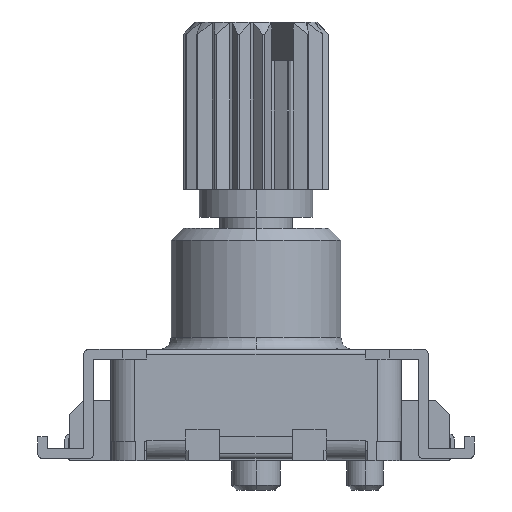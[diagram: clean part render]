
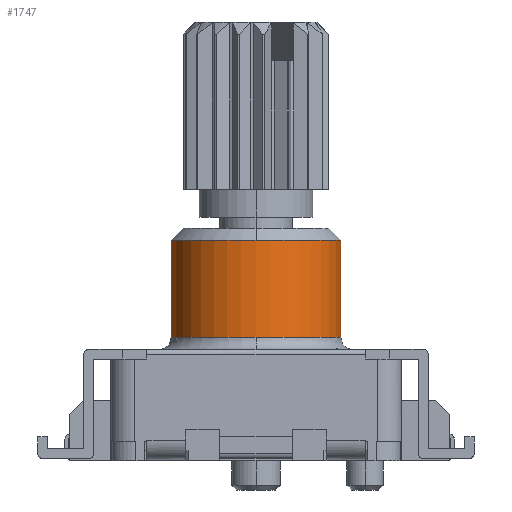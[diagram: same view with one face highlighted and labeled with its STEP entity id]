
A CAD part, left-side view. The second image highlights one B-rep face of the part: STEP entity #1747.
In plain terms, the highlighted cylindrical face has radius 3.5 mm (diameter 7 mm), a partial arc.
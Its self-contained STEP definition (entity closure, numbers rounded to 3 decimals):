
#1573 = CARTESIAN_POINT ( 'NONE',  ( 1.783, -3.822, 5.4 ) ) ;
#1747 = ADVANCED_FACE ( 'NONE', ( #20728 ), #5929, .F. ) ;
#2114 = AXIS2_PLACEMENT_3D ( 'NONE', #26036, #14215, #38071 ) ;
#4155 = DIRECTION ( 'NONE',  ( 0., 0., -1. ) ) ;
#4347 = DIRECTION ( 'NONE',  ( -1., 0., 0. ) ) ;
#4733 = VECTOR ( 'NONE', #16609, 1000. ) ;
#5929 = CYLINDRICAL_SURFACE ( 'NONE', #2114, 3.5 ) ;
#6199 = EDGE_CURVE ( 'NONE', #12118, #10908, #38152, .T. ) ;
#6661 = EDGE_CURVE ( 'NONE', #10908, #18343, #34522, .T. ) ;
#7350 = DIRECTION ( 'NONE',  ( 0., 0., 1. ) ) ;
#7543 = CARTESIAN_POINT ( 'NONE',  ( 1.783, -0.322, 4.9 ) ) ;
#7784 = ORIENTED_EDGE ( 'NONE', *, *, #22293, .T. ) ;
#7818 = CIRCLE ( 'NONE', #27934, 3.5 ) ;
#7984 = EDGE_CURVE ( 'NONE', #9417, #18343, #7818, .T. ) ;
#9417 = VERTEX_POINT ( 'NONE', #28397 ) ;
#9546 = CARTESIAN_POINT ( 'NONE',  ( -1.717, -3.822, 5.4 ) ) ;
#10908 = VERTEX_POINT ( 'NONE', #16131 ) ;
#11574 = CARTESIAN_POINT ( 'NONE',  ( 1.783, -3.822, 5.4 ) ) ;
#11939 = CIRCLE ( 'NONE', #16281, 3.5 ) ;
#11946 = ORIENTED_EDGE ( 'NONE', *, *, #29169, .F. ) ;
#12118 = VERTEX_POINT ( 'NONE', #9546 ) ;
#12562 = ORIENTED_EDGE ( 'NONE', *, *, #6661, .T. ) ;
#13073 = CARTESIAN_POINT ( 'NONE',  ( 1.783, -3.822, 9.4 ) ) ;
#13294 = CARTESIAN_POINT ( 'NONE',  ( 1.783, -7.322, 4.9 ) ) ;
#14215 = DIRECTION ( 'NONE',  ( 0., 0., 1. ) ) ;
#14506 = DIRECTION ( 'NONE',  ( -1., 0., 0. ) ) ;
#15005 = CARTESIAN_POINT ( 'NONE',  ( 1.783, -3.822, 9.4 ) ) ;
#15757 = ORIENTED_EDGE ( 'NONE', *, *, #26990, .F. ) ;
#16131 = CARTESIAN_POINT ( 'NONE',  ( 1.783, -0.322, 5.4 ) ) ;
#16281 = AXIS2_PLACEMENT_3D ( 'NONE', #13073, #4155, #27417 ) ;
#16609 = DIRECTION ( 'NONE',  ( 0., 0., 1. ) ) ;
#17403 = VECTOR ( 'NONE', #7350, 1000. ) ;
#18343 = VERTEX_POINT ( 'NONE', #28885 ) ;
#20339 = VERTEX_POINT ( 'NONE', #24571 ) ;
#20728 = FACE_OUTER_BOUND ( 'NONE', #32625, .T. ) ;
#22293 = EDGE_CURVE ( 'NONE', #20339, #12118, #32550, .T. ) ;
#24306 = AXIS2_PLACEMENT_3D ( 'NONE', #11574, #38556, #14506 ) ;
#24476 = DIRECTION ( 'NONE',  ( 0., 0., -1. ) ) ;
#24571 = CARTESIAN_POINT ( 'NONE',  ( 1.783, -7.322, 5.4 ) ) ;
#24857 = ORIENTED_EDGE ( 'NONE', *, *, #7984, .F. ) ;
#25429 = VERTEX_POINT ( 'NONE', #26067 ) ;
#26036 = CARTESIAN_POINT ( 'NONE',  ( 1.783, -3.822, 4.9 ) ) ;
#26067 = CARTESIAN_POINT ( 'NONE',  ( 1.783, -7.322, 9.4 ) ) ;
#26990 = EDGE_CURVE ( 'NONE', #20339, #25429, #28605, .T. ) ;
#27417 = DIRECTION ( 'NONE',  ( 0., -1., 0. ) ) ;
#27798 = DIRECTION ( 'NONE',  ( 0., -1., 0. ) ) ;
#27934 = AXIS2_PLACEMENT_3D ( 'NONE', #15005, #24476, #27798 ) ;
#28175 = AXIS2_PLACEMENT_3D ( 'NONE', #1573, #28958, #4347 ) ;
#28397 = CARTESIAN_POINT ( 'NONE',  ( -1.717, -3.822, 9.4 ) ) ;
#28605 = LINE ( 'NONE', #13294, #4733 ) ;
#28885 = CARTESIAN_POINT ( 'NONE',  ( 1.783, -0.322, 9.4 ) ) ;
#28958 = DIRECTION ( 'NONE',  ( 0., 0., -1. ) ) ;
#29169 = EDGE_CURVE ( 'NONE', #25429, #9417, #11939, .T. ) ;
#29975 = ORIENTED_EDGE ( 'NONE', *, *, #6199, .T. ) ;
#32550 = CIRCLE ( 'NONE', #28175, 3.5 ) ;
#32625 = EDGE_LOOP ( 'NONE', ( #29975, #12562, #24857, #11946, #15757, #7784 ) ) ;
#34522 = LINE ( 'NONE', #7543, #17403 ) ;
#38071 = DIRECTION ( 'NONE',  ( 0., -1., 0. ) ) ;
#38152 = CIRCLE ( 'NONE', #24306, 3.5 ) ;
#38556 = DIRECTION ( 'NONE',  ( 0., 0., -1. ) ) ;
